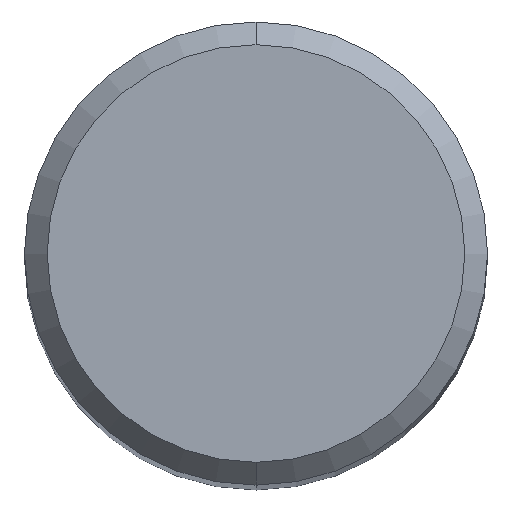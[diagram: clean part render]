
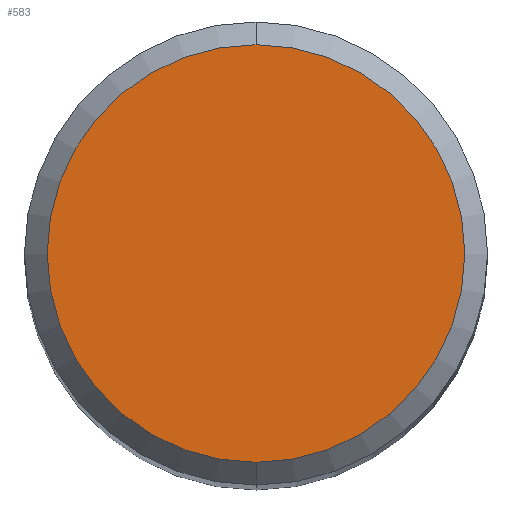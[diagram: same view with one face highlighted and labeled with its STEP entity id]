
A CAD part, top view. The second image highlights one B-rep face of the part: STEP entity #583.
In plain terms, the highlighted planar face has unit normal (0, 0, 1).
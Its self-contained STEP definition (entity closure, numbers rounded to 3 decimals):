
#247=VERTEX_POINT('',#637);
#335=EDGE_CURVE('',#569,#247,#734,.T.);
#435=EDGE_CURVE('',#247,#569,#846,.T.);
#569=VERTEX_POINT('',#996);
#583=ADVANCED_FACE('',(#1010),#1011,.T.);
#637=CARTESIAN_POINT('',(0.0,3.642,0.0));
#734=CIRCLE('',#1315,3.642);
#846=CIRCLE('',#1476,3.642);
#996=CARTESIAN_POINT('',(0.,-3.642,0.0));
#1010=FACE_OUTER_BOUND('',#1772,.T.);
#1011=PLANE('',#1773);
#1315=AXIS2_PLACEMENT_3D('',#1919,#1920,#1921);
#1476=AXIS2_PLACEMENT_3D('',#2058,#2059,#2060);
#1772=EDGE_LOOP('',(#2250,#2251));
#1773=AXIS2_PLACEMENT_3D('',#2252,#2253,#2254);
#1919=CARTESIAN_POINT('',(0.0,0.0,0.0));
#1920=DIRECTION('',(0.0,0.0,-1.0));
#1921=DIRECTION('',(0.0,1.0,0.0));
#2058=CARTESIAN_POINT('',(0.0,0.0,0.0));
#2059=DIRECTION('',(0.0,0.0,-1.0));
#2060=DIRECTION('',(0.0,1.0,0.0));
#2250=ORIENTED_EDGE('',*,*,#435,.F.);
#2251=ORIENTED_EDGE('',*,*,#335,.F.);
#2252=CARTESIAN_POINT('',(0.0,1.821,0.0));
#2253=DIRECTION('',(-0.0,0.0,1.0));
#2254=DIRECTION('',(0.0,-1.0,0.0));
